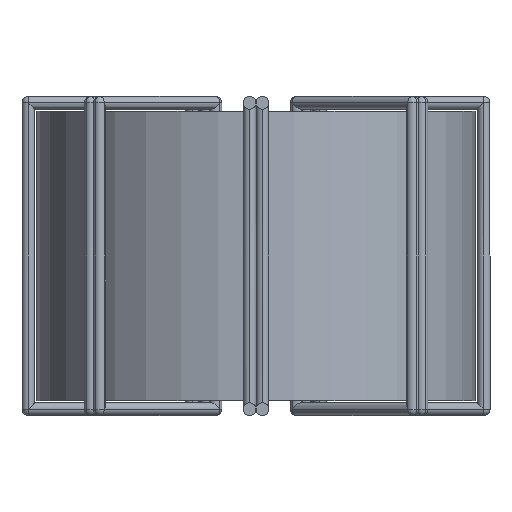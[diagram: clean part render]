
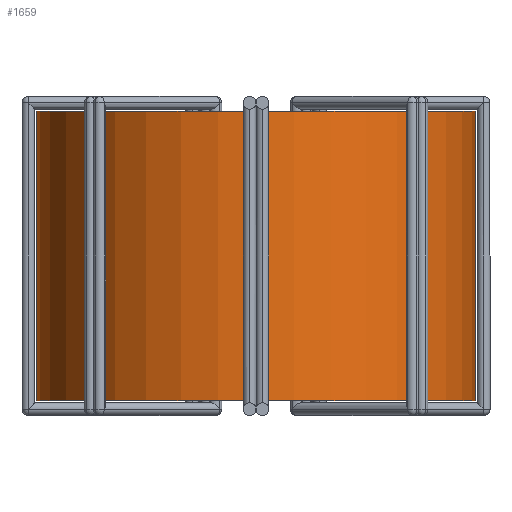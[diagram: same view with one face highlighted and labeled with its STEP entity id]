
A CAD part, front view. The second image highlights one B-rep face of the part: STEP entity #1659.
In plain terms, the highlighted cylindrical face has radius 5.15 mm (diameter 10.3 mm), a partial arc.
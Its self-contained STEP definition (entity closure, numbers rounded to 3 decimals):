
#30 = DIRECTION ( 'NONE',  ( 1., 0., 0. ) ) ;
#178 = DIRECTION ( 'NONE',  ( -1., 0., 0. ) ) ;
#180 = EDGE_CURVE ( 'NONE', #1134, #15159, #1705, .T. ) ;
#240 = CARTESIAN_POINT ( 'NONE',  ( -5.15, 0., 6.8 ) ) ;
#798 = CIRCLE ( 'NONE', #15149, 5.15 ) ;
#859 = CARTESIAN_POINT ( 'NONE',  ( 5.15, 0., 6.8 ) ) ;
#909 = DIRECTION ( 'NONE',  ( 0., 0., -1. ) ) ;
#1134 = VERTEX_POINT ( 'NONE', #240 ) ;
#1208 = DIRECTION ( 'NONE',  ( 0., 0., 1. ) ) ;
#1659 = ADVANCED_FACE ( 'NONE', ( #6867 ), #9917, .T. ) ;
#1705 = LINE ( 'NONE', #12386, #15304 ) ;
#2496 = DIRECTION ( 'NONE',  ( 1., 0., 0. ) ) ;
#3266 = EDGE_LOOP ( 'NONE', ( #14865, #10513, #3286, #10995 ) ) ;
#3286 = ORIENTED_EDGE ( 'NONE', *, *, #180, .T. ) ;
#3940 = EDGE_CURVE ( 'NONE', #15159, #6441, #10447, .T. ) ;
#4101 = EDGE_CURVE ( 'NONE', #13351, #6441, #6991, .T. ) ;
#5402 = CARTESIAN_POINT ( 'NONE',  ( 5.15, 0., 6.8 ) ) ;
#5963 = CARTESIAN_POINT ( 'NONE',  ( -5.15, 0., 0. ) ) ;
#6269 = AXIS2_PLACEMENT_3D ( 'NONE', #14692, #14842, #178 ) ;
#6441 = VERTEX_POINT ( 'NONE', #12516 ) ;
#6867 = FACE_OUTER_BOUND ( 'NONE', #3266, .T. ) ;
#6991 = LINE ( 'NONE', #859, #14229 ) ;
#9863 = CARTESIAN_POINT ( 'NONE',  ( 0., 0., 0. ) ) ;
#9917 = CYLINDRICAL_SURFACE ( 'NONE', #6269, 5.15 ) ;
#10447 = CIRCLE ( 'NONE', #13671, 5.15 ) ;
#10513 = ORIENTED_EDGE ( 'NONE', *, *, #12531, .F. ) ;
#10995 = ORIENTED_EDGE ( 'NONE', *, *, #3940, .T. ) ;
#12164 = CARTESIAN_POINT ( 'NONE',  ( 0., 0., 6.8 ) ) ;
#12386 = CARTESIAN_POINT ( 'NONE',  ( -5.15, 0., 6.8 ) ) ;
#12516 = CARTESIAN_POINT ( 'NONE',  ( 5.15, 0., 0. ) ) ;
#12531 = EDGE_CURVE ( 'NONE', #1134, #13351, #798, .T. ) ;
#13351 = VERTEX_POINT ( 'NONE', #5402 ) ;
#13671 = AXIS2_PLACEMENT_3D ( 'NONE', #9863, #1208, #2496 ) ;
#14229 = VECTOR ( 'NONE', #909, 1000. ) ;
#14483 = DIRECTION ( 'NONE',  ( 0., 0., 1. ) ) ;
#14692 = CARTESIAN_POINT ( 'NONE',  ( 0., 0., 6.8 ) ) ;
#14700 = DIRECTION ( 'NONE',  ( 0., 0., -1. ) ) ;
#14842 = DIRECTION ( 'NONE',  ( 0., 0., -1. ) ) ;
#14865 = ORIENTED_EDGE ( 'NONE', *, *, #4101, .F. ) ;
#15149 = AXIS2_PLACEMENT_3D ( 'NONE', #12164, #14483, #30 ) ;
#15159 = VERTEX_POINT ( 'NONE', #5963 ) ;
#15304 = VECTOR ( 'NONE', #14700, 1000. ) ;
